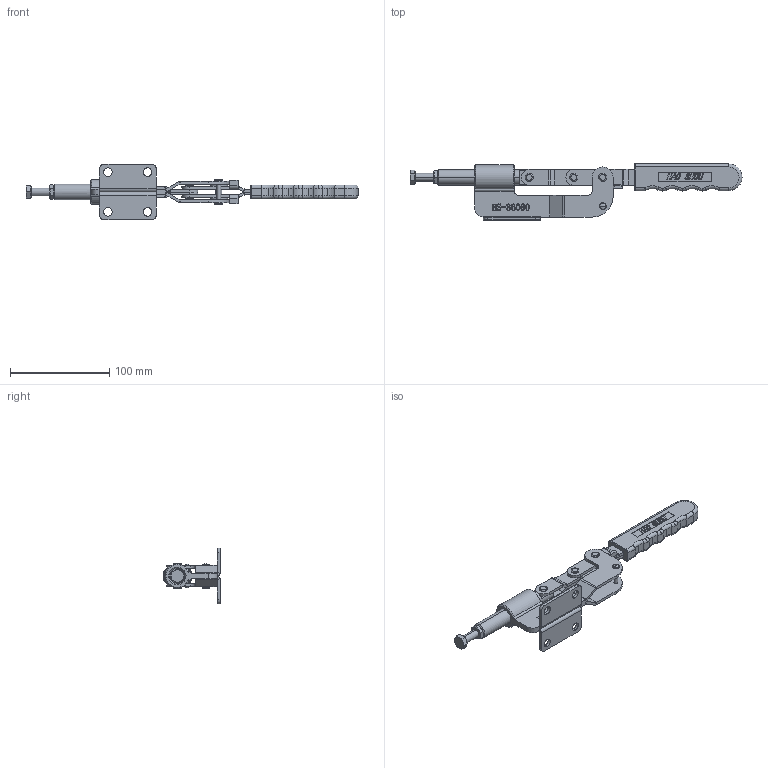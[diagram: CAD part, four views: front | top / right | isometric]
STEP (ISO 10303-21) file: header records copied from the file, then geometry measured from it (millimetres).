
FILE_DESCRIPTION (( 'STEP AP203' ), '1' );
FILE_NAME ('HS-36060 .STEP', '2019-08-12T10:36:49', ( '微软用户' ), ( '微软中国' ), 'SwSTEP 2.0', 'SolidWorks 2012', '' );
FILE_SCHEMA (( 'CONFIG_CONTROL_DESIGN' ));
Length unit declared in the file: millimetre
Products named in the file (15): HS-36060 ; す菜; 种3; 侐源杶616; hexagon head bolts-full thread gb_GB_FASTENER_BOLT_STBAB A M8X40-N; hex thin nuts-grades ab-chamfered gb_GB_FASTENER_NUT_STNAB M8-N; 种1; 种2; 挴裝; 忒參酘; 忒參衵; 蟀裝酘; 蟀裝衵; 菁釱
Assembly tree (15 placements, depth 2):
  HS-36060 
    菁釱
    蟀裝衵
    蟀裝酘
    忒參衵
    忒參酘
    挴裝
    种1
    种2
    种1
    hex thin nuts-grades ab-chamfered gb_GB_FASTENER_NUT_STNAB M8-N
    hexagon head bolts-full thread gb_GB_FASTENER_BOLT_STBAB A M8X40-N
    侐源杶616
    种3
    す菜  x2
Bounding box: 334.19 x 56.5 x 56 mm (x, y, z)
Volume: 111110.6 mm3; surface area: 64288.9 mm2
Topology: 15 solids, 15 shells, 874 faces, 2195 edges, 1396 vertices
Faces by surface type: plane 431, bspline 185, cylinder 170, torus 54, cone 34
Entity records: 37688 total; most frequent: CARTESIAN_POINT 16178, ORIENTED_EDGE 4358, DIRECTION 3657, EDGE_CURVE 2179, VERTEX_POINT 1388, VECTOR 1275, LINE 1275, AXIS2_PLACEMENT_3D 1191
